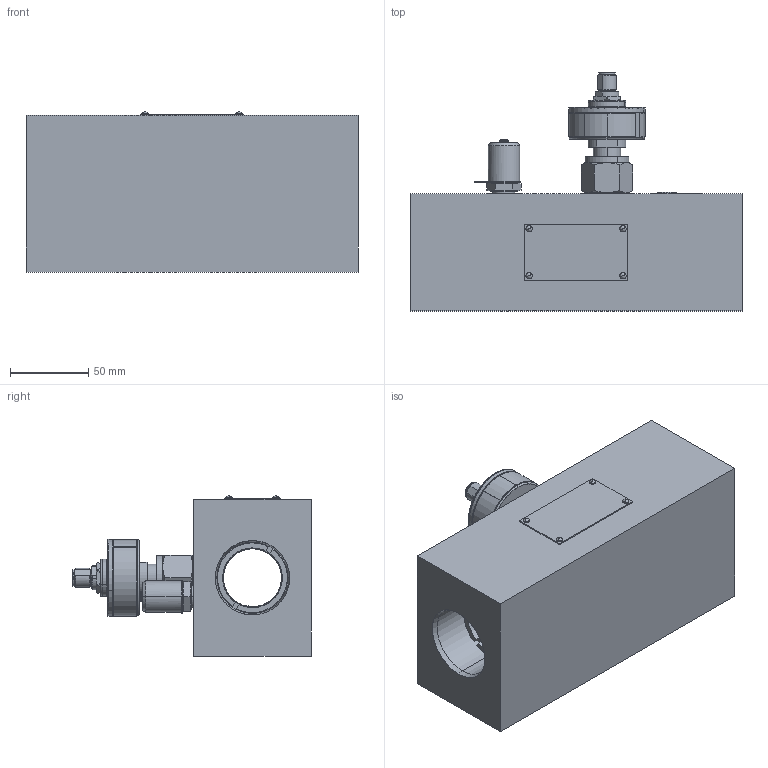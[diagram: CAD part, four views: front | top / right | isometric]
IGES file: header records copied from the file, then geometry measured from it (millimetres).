
Start section: SolidWorks IGES file using analytic representation for surfaces
Global section: file name: CT800MA-S-S-7.IGS; native system: SolidWorks 2010; preprocessor: SolidWorks 2010; author: afp; date: 120509.090538; units: millimetre
Bounding box: 212 x 152.21 x 102.29 mm (x, y, z)
Surface area: 165714.4 mm2 (no closed solid volume)
Topology: 0 solids, 0 shells, 759 faces, 11662 edges, 11644 vertices
Faces by surface type: revolution 474, bspline 285
